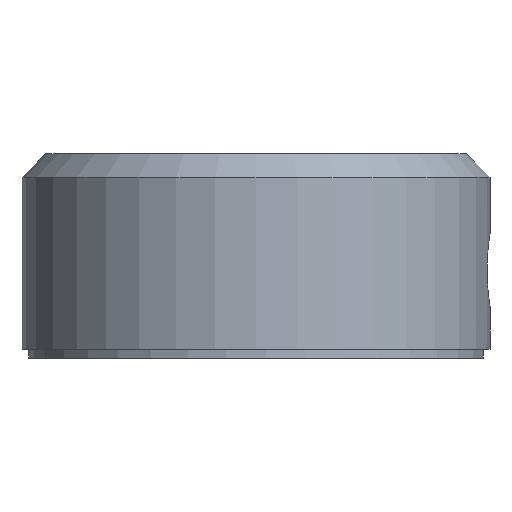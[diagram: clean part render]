
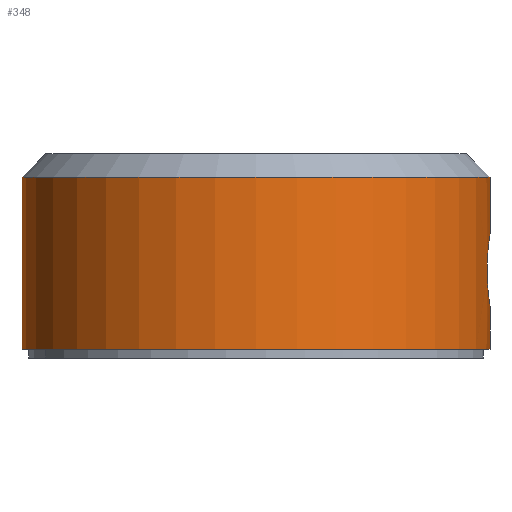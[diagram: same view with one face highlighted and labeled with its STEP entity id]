
A CAD part, front view. The second image highlights one B-rep face of the part: STEP entity #348.
In plain terms, the highlighted cylindrical face has radius 25.146 mm (diameter 50.292 mm), a partial arc.
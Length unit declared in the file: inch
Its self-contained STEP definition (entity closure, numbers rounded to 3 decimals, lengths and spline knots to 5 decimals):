
#3 = DIRECTION ( 'NONE',  ( 1., 0., 0. ) ) ;
#20 = CARTESIAN_POINT ( 'NONE',  ( 0.98017, -0.13923, 0.40388 ) ) ;
#21 = ORIENTED_EDGE ( 'NONE', *, *, #337, .F. ) ;
#25 = CARTESIAN_POINT ( 'NONE',  ( 0.9847, -0.10255, 0.21833 ) ) ;
#135 = ORIENTED_EDGE ( 'NONE', *, *, #743, .T. ) ;
#164 = CARTESIAN_POINT ( 'NONE',  ( 0.99, 0., 0.197 ) ) ;
#170 = CARTESIAN_POINT ( 'NONE',  ( 0., 0., 0. ) ) ;
#178 = CARTESIAN_POINT ( 'NONE',  ( 0.97857, -0.15002, 0.37527 ) ) ;
#188 = CARTESIAN_POINT ( 'NONE',  ( 0.98697, -0.07781, 0.20056 ) ) ;
#200 = CARTESIAN_POINT ( 'NONE',  ( 0.99, 0., 0.197 ) ) ;
#252 = VERTEX_POINT ( 'NONE', #344 ) ;
#280 = FACE_OUTER_BOUND ( 'NONE', #784, .T. ) ;
#282 = CIRCLE ( 'NONE', #755, 0.99 ) ;
#283 = EDGE_CURVE ( 'NONE', #1639, #853, #1877, .T. ) ;
#302 = DIRECTION ( 'NONE',  ( 0., 0., 1. ) ) ;
#315 = CARTESIAN_POINT ( 'NONE',  ( 0.98923, -0.04023, 0.48504 ) ) ;
#325 = CARTESIAN_POINT ( 'NONE',  ( 0.97779, -0.15499, 0.34534 ) ) ;
#330 = CARTESIAN_POINT ( 'NONE',  ( 0.98877, -0.0502, 0.18801 ) ) ;
#337 = EDGE_CURVE ( 'NONE', #662, #853, #1501, .T. ) ;
#344 = CARTESIAN_POINT ( 'NONE',  ( 0.99, 0., 0.727 ) ) ;
#348 = ADVANCED_FACE ( 'NONE', ( #280 ), #1433, .T. ) ;
#385 = DIRECTION ( 'NONE',  ( 0., 0., 1. ) ) ;
#478 = CARTESIAN_POINT ( 'NONE',  ( 0.98766, -0.06865, 0.47434 ) ) ;
#481 = CARTESIAN_POINT ( 'NONE',  ( 0.97795, -0.15401, 0.31478 ) ) ;
#488 = CARTESIAN_POINT ( 'NONE',  ( 0.98984, -0.02039, 0.18101 ) ) ;
#507 = AXIS2_PLACEMENT_3D ( 'NONE', #763, #1810, #917 ) ;
#614 = DIRECTION ( 'NONE',  ( 0., 0., 1. ) ) ;
#623 = CARTESIAN_POINT ( 'NONE',  ( 0.98551, -0.09459, 0.45821 ) ) ;
#626 = ORIENTED_EDGE ( 'NONE', *, *, #1037, .F. ) ;
#634 = CARTESIAN_POINT ( 'NONE',  ( 0.97902, -0.14709, 0.28507 ) ) ;
#642 = CARTESIAN_POINT ( 'NONE',  ( 0.99, 0., 0.18 ) ) ;
#662 = VERTEX_POINT ( 'NONE', #961 ) ;
#693 = VECTOR ( 'NONE', #1359, 39.37008 ) ;
#720 = EDGE_CURVE ( 'NONE', #662, #252, #1083, .T. ) ;
#743 = EDGE_CURVE ( 'NONE', #1373, #1639, #282, .T. ) ;
#755 = AXIS2_PLACEMENT_3D ( 'NONE', #170, #614, #3 ) ;
#763 = CARTESIAN_POINT ( 'NONE',  ( 0., 0., 0.727 ) ) ;
#775 = CARTESIAN_POINT ( 'NONE',  ( 0.98313, -0.11668, 0.43753 ) ) ;
#781 = CARTESIAN_POINT ( 'NONE',  ( 0.98083, -0.13457, 0.25742 ) ) ;
#784 = EDGE_LOOP ( 'NONE', ( #626, #135, #1419, #21, #1541, #1197 ) ) ;
#809 = CIRCLE ( 'NONE', #507, 0.99 ) ;
#853 = VERTEX_POINT ( 'NONE', #1658 ) ;
#917 = DIRECTION ( 'NONE',  ( -1., 0., 0. ) ) ;
#920 = DIRECTION ( 'NONE',  ( 1., 0., 0. ) ) ;
#927 = CARTESIAN_POINT ( 'NONE',  ( 0.98084, -0.13446, 0.41277 ) ) ;
#933 = CARTESIAN_POINT ( 'NONE',  ( 0.98311, -0.1168, 0.23261 ) ) ;
#961 = CARTESIAN_POINT ( 'NONE',  ( 0.99, 0., 0.49 ) ) ;
#1029 = CARTESIAN_POINT ( 'NONE',  ( -0.99, 0., 0. ) ) ;
#1037 = EDGE_CURVE ( 'NONE', #1373, #1481, #1753, .T. ) ;
#1083 = LINE ( 'NONE', #164, #693 ) ;
#1084 = CARTESIAN_POINT ( 'NONE',  ( 0.97903, -0.14703, 0.3851 ) ) ;
#1089 = CARTESIAN_POINT ( 'NONE',  ( 0.98549, -0.09476, 0.21191 ) ) ;
#1197 = ORIENTED_EDGE ( 'NONE', *, *, #1456, .T. ) ;
#1209 = CARTESIAN_POINT ( 'NONE',  ( 0.99, -0.01012, 0.49 ) ) ;
#1219 = CARTESIAN_POINT ( 'NONE',  ( 0.99, 0., 0.49 ) ) ;
#1225 = CARTESIAN_POINT ( 'NONE',  ( 0.97795, -0.15398, 0.35545 ) ) ;
#1234 = CARTESIAN_POINT ( 'NONE',  ( 0.98765, -0.06884, 0.19576 ) ) ;
#1341 = VECTOR ( 'NONE', #385, 39.37008 ) ;
#1359 = DIRECTION ( 'NONE',  ( 0., 0., 1. ) ) ;
#1371 = CARTESIAN_POINT ( 'NONE',  ( 0.98878, -0.04999, 0.48206 ) ) ;
#1373 = VERTEX_POINT ( 'NONE', #1029 ) ;
#1374 = CARTESIAN_POINT ( 'NONE',  ( 0.97779, -0.15501, 0.32486 ) ) ;
#1382 = CARTESIAN_POINT ( 'NONE',  ( 0.99, 0., 0. ) ) ;
#1383 = CARTESIAN_POINT ( 'NONE',  ( 0.98923, -0.04041, 0.18501 ) ) ;
#1419 = ORIENTED_EDGE ( 'NONE', *, *, #283, .T. ) ;
#1433 = CYLINDRICAL_SURFACE ( 'NONE', #1634, 0.99 ) ;
#1456 = EDGE_CURVE ( 'NONE', #252, #1481, #809, .T. ) ;
#1472 = VECTOR ( 'NONE', #302, 39.37008 ) ;
#1481 = VERTEX_POINT ( 'NONE', #1660 ) ;
#1501 = B_SPLINE_CURVE_WITH_KNOTS ( 'NONE', 3,
 ( #1219, #1209, #1812, #315, #1371, #478, #1517, #623, #1671, #775, #1816, #927, #20, #1084, #178, #1225, #325, #1374, #481, #1524, #634, #1676, #781, #1826, #933, #25, #1089, #188, #1234, #330, #1383, #488, #1531, #642 ),
 .UNSPECIFIED., .F., .F.,
 ( 4, 2, 2, 2, 2, 2, 2, 2, 2, 2, 2, 2, 2, 2, 2, 2, 4 ),
 ( 0.01233, 0.0131, 0.01387, 0.01464, 0.01541, 0.01618, 0.01695, 0.01772, 0.01849, 0.01926, 0.02003, 0.0208, 0.02157, 0.02234, 0.02311, 0.02388, 0.02465 ),
 .UNSPECIFIED. ) ;
#1517 = CARTESIAN_POINT ( 'NONE',  ( 0.98698, -0.07768, 0.46951 ) ) ;
#1524 = CARTESIAN_POINT ( 'NONE',  ( 0.97856, -0.15007, 0.29494 ) ) ;
#1531 = CARTESIAN_POINT ( 'NONE',  ( 0.99, -0.01026, 0.18 ) ) ;
#1541 = ORIENTED_EDGE ( 'NONE', *, *, #720, .T. ) ;
#1634 = AXIS2_PLACEMENT_3D ( 'NONE', #1834, #1686, #920 ) ;
#1639 = VERTEX_POINT ( 'NONE', #1382 ) ;
#1658 = CARTESIAN_POINT ( 'NONE',  ( 0.99, 0., 0.18 ) ) ;
#1660 = CARTESIAN_POINT ( 'NONE',  ( -0.99, 0., 0.727 ) ) ;
#1671 = CARTESIAN_POINT ( 'NONE',  ( 0.98472, -0.10238, 0.45181 ) ) ;
#1676 = CARTESIAN_POINT ( 'NONE',  ( 0.98015, -0.13933, 0.26632 ) ) ;
#1686 = DIRECTION ( 'NONE',  ( 0., 0., 1. ) ) ;
#1753 = LINE ( 'NONE', #1884, #1341 ) ;
#1810 = DIRECTION ( 'NONE',  ( 0., 0., -1. ) ) ;
#1812 = CARTESIAN_POINT ( 'NONE',  ( 0.98984, -0.02019, 0.48902 ) ) ;
#1816 = CARTESIAN_POINT ( 'NONE',  ( 0.98232, -0.12322, 0.42957 ) ) ;
#1826 = CARTESIAN_POINT ( 'NONE',  ( 0.9823, -0.12333, 0.24057 ) ) ;
#1834 = CARTESIAN_POINT ( 'NONE',  ( 0., 0., 0.197 ) ) ;
#1877 = LINE ( 'NONE', #200, #1472 ) ;
#1884 = CARTESIAN_POINT ( 'NONE',  ( -0.99, 0., 0.197 ) ) ;
